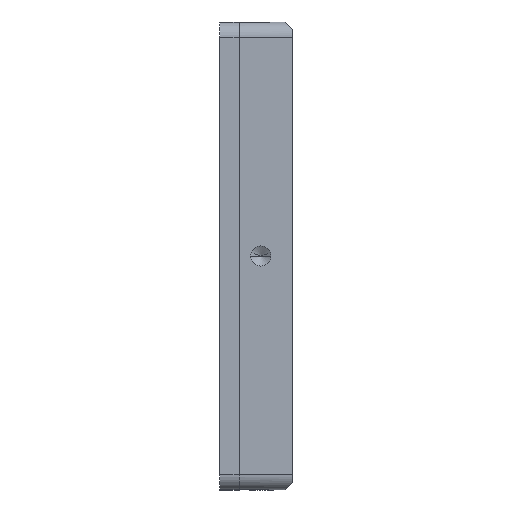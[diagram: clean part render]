
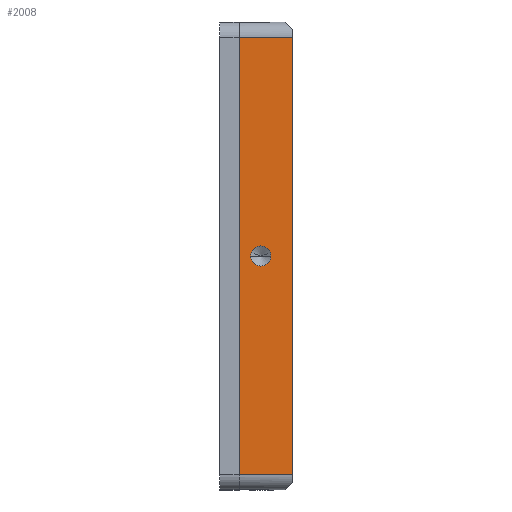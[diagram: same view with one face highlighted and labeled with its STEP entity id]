
A CAD part, left-side view. The second image highlights one B-rep face of the part: STEP entity #2008.
In plain terms, the highlighted planar face has unit normal (-1, 0, 0).
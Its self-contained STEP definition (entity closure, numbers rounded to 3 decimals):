
#109 = ORIENTED_EDGE ( 'NONE', *, *, #1688, .F. ) ;
#366 = CIRCLE ( 'NONE', #1183, 2.1 ) ;
#428 = AXIS2_PLACEMENT_3D ( 'NONE', #1473, #545, #1461 ) ;
#451 = ORIENTED_EDGE ( 'NONE', *, *, #1485, .T. ) ;
#467 = DIRECTION ( 'NONE',  ( -1., 0., 0. ) ) ;
#522 = FACE_OUTER_BOUND ( 'NONE', #761, .T. ) ;
#541 = EDGE_CURVE ( 'NONE', #1385, #1212, #1526, .T. ) ;
#545 = DIRECTION ( 'NONE',  ( 1., 0., 0. ) ) ;
#587 = VECTOR ( 'NONE', #1994, 1000. ) ;
#679 = CARTESIAN_POINT ( 'NONE',  ( -98.45, -45.275, 11. ) ) ;
#693 = DIRECTION ( 'NONE',  ( 0., 0., 1. ) ) ;
#742 = EDGE_CURVE ( 'NONE', #1757, #1385, #1626, .T. ) ;
#761 = EDGE_LOOP ( 'NONE', ( #2094, #1141, #2117, #451 ) ) ;
#784 = CARTESIAN_POINT ( 'NONE',  ( -98.45, 0., 4.4 ) ) ;
#793 = CARTESIAN_POINT ( 'NONE',  ( -98.45, -45.275, 0. ) ) ;
#833 = DIRECTION ( 'NONE',  ( 0., -1., 0. ) ) ;
#840 = AXIS2_PLACEMENT_3D ( 'NONE', #1084, #1268, #693 ) ;
#885 = VECTOR ( 'NONE', #833, 1000. ) ;
#901 = DIRECTION ( 'NONE',  ( 0., 0., -1. ) ) ;
#1060 = FACE_BOUND ( 'NONE', #1798, .T. ) ;
#1084 = CARTESIAN_POINT ( 'NONE',  ( -98.45, 0., 6.5 ) ) ;
#1141 = ORIENTED_EDGE ( 'NONE', *, *, #742, .T. ) ;
#1183 = AXIS2_PLACEMENT_3D ( 'NONE', #2233, #467, #1365 ) ;
#1212 = VERTEX_POINT ( 'NONE', #793 ) ;
#1248 = PLANE ( 'NONE',  #428 ) ;
#1268 = DIRECTION ( 'NONE',  ( -1., 0., 0. ) ) ;
#1277 = VERTEX_POINT ( 'NONE', #784 ) ;
#1365 = DIRECTION ( 'NONE',  ( 0., 0., 1. ) ) ;
#1385 = VERTEX_POINT ( 'NONE', #1778 ) ;
#1461 = DIRECTION ( 'NONE',  ( 0., 0., -1. ) ) ;
#1473 = CARTESIAN_POINT ( 'NONE',  ( -98.45, -48.45, 11. ) ) ;
#1485 = EDGE_CURVE ( 'NONE', #1212, #1836, #2357, .T. ) ;
#1520 = CARTESIAN_POINT ( 'NONE',  ( -98.45, 45.275, 11. ) ) ;
#1526 = LINE ( 'NONE', #1729, #1789 ) ;
#1626 = LINE ( 'NONE', #2363, #1638 ) ;
#1638 = VECTOR ( 'NONE', #901, 1000. ) ;
#1688 = EDGE_CURVE ( 'NONE', #2115, #1277, #366, .T. ) ;
#1729 = CARTESIAN_POINT ( 'NONE',  ( -98.45, -48.45, 0. ) ) ;
#1755 = EDGE_CURVE ( 'NONE', #1757, #1836, #1897, .T. ) ;
#1757 = VERTEX_POINT ( 'NONE', #1520 ) ;
#1778 = CARTESIAN_POINT ( 'NONE',  ( -98.45, 45.275, 0. ) ) ;
#1789 = VECTOR ( 'NONE', #2085, 1000. ) ;
#1798 = EDGE_LOOP ( 'NONE', ( #109, #2260 ) ) ;
#1824 = CARTESIAN_POINT ( 'NONE',  ( -98.45, -45.275, 11. ) ) ;
#1836 = VERTEX_POINT ( 'NONE', #1824 ) ;
#1897 = LINE ( 'NONE', #1947, #885 ) ;
#1947 = CARTESIAN_POINT ( 'NONE',  ( -98.45, -48.45, 11. ) ) ;
#1973 = EDGE_CURVE ( 'NONE', #1277, #2115, #2108, .T. ) ;
#1981 = CARTESIAN_POINT ( 'NONE',  ( -98.45, 0., 8.6 ) ) ;
#1994 = DIRECTION ( 'NONE',  ( 0., 0., 1. ) ) ;
#2008 = ADVANCED_FACE ( 'NONE', ( #1060, #522 ), #1248, .F. ) ;
#2085 = DIRECTION ( 'NONE',  ( 0., -1., 0. ) ) ;
#2094 = ORIENTED_EDGE ( 'NONE', *, *, #1755, .F. ) ;
#2108 = CIRCLE ( 'NONE', #840, 2.1 ) ;
#2115 = VERTEX_POINT ( 'NONE', #1981 ) ;
#2117 = ORIENTED_EDGE ( 'NONE', *, *, #541, .T. ) ;
#2233 = CARTESIAN_POINT ( 'NONE',  ( -98.45, 0., 6.5 ) ) ;
#2260 = ORIENTED_EDGE ( 'NONE', *, *, #1973, .F. ) ;
#2357 = LINE ( 'NONE', #679, #587 ) ;
#2363 = CARTESIAN_POINT ( 'NONE',  ( -98.45, 45.275, 11. ) ) ;
